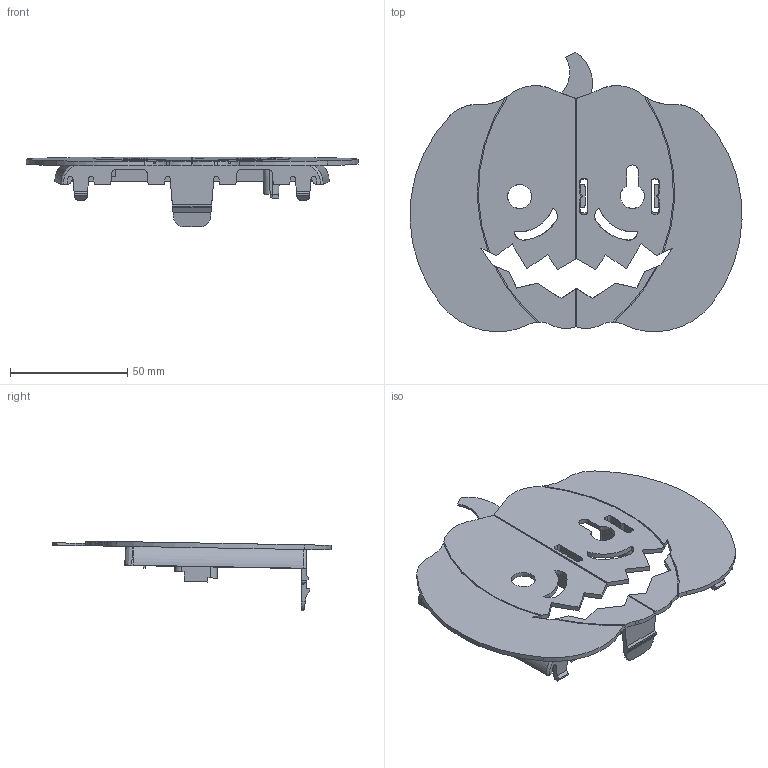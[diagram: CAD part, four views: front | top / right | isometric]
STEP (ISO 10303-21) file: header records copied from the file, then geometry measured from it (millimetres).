
FILE_DESCRIPTION(/* description */ (''),/* implementation_level */ '2;1');
FILE_NAME(/* name */ 'pumpkin-face v1.step',/* time_stamp */ '2023-05-29T14:18:14+01:00',/* author */ (''),/* organization */ (''),/* preprocessor_version */ 'ST-DEVELOPER v19.2',/* originating_system */ 'Autodesk Translation Framework v12.4.0.73',/* authorisation */ '');
FILE_SCHEMA (('AUTOMOTIVE_DESIGN { 1 0 10303 214 3 1 1 }'));
Length unit declared in the file: millimetre
Products named in the file (1): pumpkin-face
Bounding box: 141.81 x 119.33 x 29.89 mm (x, y, z)
Volume: 31438 mm3; surface area: 34535.2 mm2
Topology: 1 solids, 1 shells, 289 faces, 825 edges, 540 vertices
Faces by surface type: plane 175, cylinder 91, bspline 14, cone 9
Entity records: 11178 total; most frequent: CARTESIAN_POINT 3180, ORIENTED_EDGE 1650, DIRECTION 1566, EDGE_CURVE 825, LINE 580, VECTOR 580, VERTEX_POINT 540, AXIS2_PLACEMENT_3D 493
